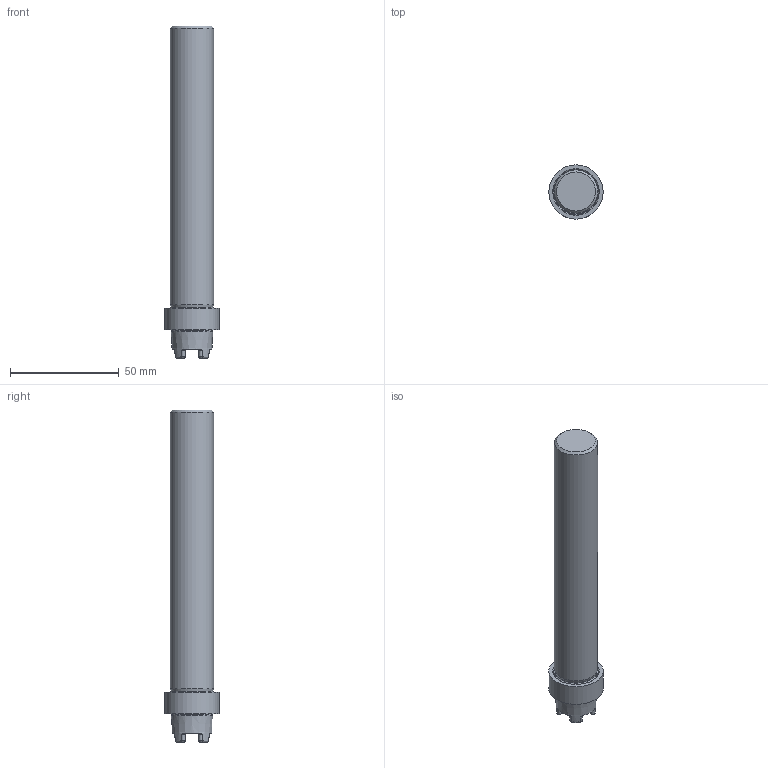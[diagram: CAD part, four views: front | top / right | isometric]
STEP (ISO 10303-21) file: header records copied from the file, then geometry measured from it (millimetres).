
FILE_DESCRIPTION(/* description */ (''),/* implementation_level */ '2;1');
FILE_NAME(/* name */ 'W2120000A.stp',/* time_stamp */ '2009-03-31T11:35:26+02:00',/* author */ (''),/* organization */ (''),/* preprocessor_version */ 'ST-DEVELOPER v11',/* originating_system */ 'UGS - NX 5.0',/* authorisation */ '');
FILE_SCHEMA (('AUTOMOTIVE_DESIGN { 1 0 10303 214 0 1 1 1 }'));
Length unit declared in the file: millimetre
Products named in the file (1): Kris06C43nsb
Bounding box: 25 x 25 x 153 mm (x, y, z)
Volume: 45679.2 mm3; surface area: 11431.9 mm2
Topology: 1 solids, 1 shells, 91 faces, 224 edges, 138 vertices
Faces by surface type: plane 29, bspline 24, cylinder 15, torus 14, cone 9
Full cylindrical faces by diameter (mm): 14 x2, 16.4 x1, 18.856 x1, 19.4 x1, 20 x1, 25 x1
Entity records: 3628 total; most frequent: CARTESIAN_POINT 1806, ORIENTED_EDGE 386, DIRECTION 322, EDGE_CURVE 193, AXIS2_PLACEMENT_3D 141, VERTEX_POINT 129, EDGE_LOOP 116, ADVANCED_FACE 91
